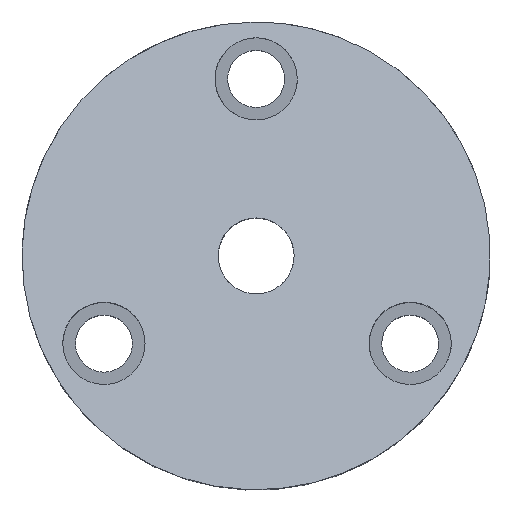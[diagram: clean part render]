
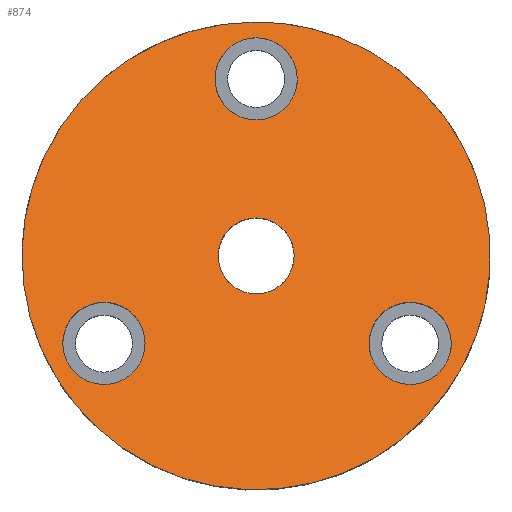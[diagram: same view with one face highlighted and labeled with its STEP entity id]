
A CAD part, top view. The second image highlights one B-rep face of the part: STEP entity #874.
In plain terms, the highlighted planar face has unit normal (0, 0.5, 0.866).
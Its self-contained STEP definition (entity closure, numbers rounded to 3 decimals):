
#773 = VERTEX_POINT('',#774);
#774 = CARTESIAN_POINT('',(0.,18.5,5.01));
#779 = EDGE_CURVE('',#773,#773,#780,.T.);
#780 = ELLIPSE('',#781,21.362,18.5);
#781 = AXIS2_PLACEMENT_3D('',#782,#783,#784);
#782 = CARTESIAN_POINT('',(0.,0.,15.691));
#783 = DIRECTION('',(0.,0.5,0.866));
#784 = DIRECTION('',(0.,0.866,-0.5));
#874 = ADVANCED_FACE('',(#875,#878,#889,#900,#911),#922,.T.);
#875 = FACE_BOUND('',#876,.T.);
#876 = EDGE_LOOP('',(#877));
#877 = ORIENTED_EDGE('',*,*,#779,.T.);
#878 = FACE_BOUND('',#879,.T.);
#879 = EDGE_LOOP('',(#880));
#880 = ORIENTED_EDGE('',*,*,#881,.F.);
#881 = EDGE_CURVE('',#882,#882,#884,.T.);
#882 = VERTEX_POINT('',#883);
#883 = CARTESIAN_POINT('',(-8.777,-6.916,
    19.683));
#884 = ELLIPSE('',#885,3.753,3.25);
#885 = AXIS2_PLACEMENT_3D('',#886,#887,#888);
#886 = CARTESIAN_POINT('',(-12.027,-6.916,
    19.683));
#887 = DIRECTION('',(0.,0.5,0.866));
#888 = DIRECTION('',(0.,0.866,-0.5));
#889 = FACE_BOUND('',#890,.T.);
#890 = EDGE_LOOP('',(#891));
#891 = ORIENTED_EDGE('',*,*,#892,.T.);
#892 = EDGE_CURVE('',#893,#893,#895,.T.);
#893 = VERTEX_POINT('',#894);
#894 = CARTESIAN_POINT('',(3.,0.,15.691));
#895 = ELLIPSE('',#896,3.464,3.);
#896 = AXIS2_PLACEMENT_3D('',#897,#898,#899);
#897 = CARTESIAN_POINT('',(0.,0.,15.691));
#898 = DIRECTION('',(0.,-0.5,-0.866));
#899 = DIRECTION('',(0.,0.866,-0.5));
#900 = FACE_BOUND('',#901,.T.);
#901 = EDGE_LOOP('',(#902));
#902 = ORIENTED_EDGE('',*,*,#903,.F.);
#903 = EDGE_CURVE('',#904,#904,#906,.T.);
#904 = VERTEX_POINT('',#905);
#905 = CARTESIAN_POINT('',(15.423,-6.916,
    19.683));
#906 = ELLIPSE('',#907,3.753,3.25);
#907 = AXIS2_PLACEMENT_3D('',#908,#909,#910);
#908 = CARTESIAN_POINT('',(12.173,-6.916,
    19.683));
#909 = DIRECTION('',(0.,0.5,0.866));
#910 = DIRECTION('',(0.,0.866,-0.5));
#911 = FACE_BOUND('',#912,.T.);
#912 = EDGE_LOOP('',(#913));
#913 = ORIENTED_EDGE('',*,*,#914,.F.);
#914 = EDGE_CURVE('',#915,#915,#917,.T.);
#915 = VERTEX_POINT('',#916);
#916 = CARTESIAN_POINT('',(3.25,14.,7.608));
#917 = ELLIPSE('',#918,3.753,3.25);
#918 = AXIS2_PLACEMENT_3D('',#919,#920,#921);
#919 = CARTESIAN_POINT('',(0.,14.,7.608));
#920 = DIRECTION('',(0.,0.5,0.866));
#921 = DIRECTION('',(0.,0.866,-0.5));
#922 = PLANE('',#923);
#923 = AXIS2_PLACEMENT_3D('',#924,#925,#926);
#924 = CARTESIAN_POINT('',(0.017,-0.519,
    15.99));
#925 = DIRECTION('',(0.,0.5,0.866));
#926 = DIRECTION('',(1.,0.,0.));
